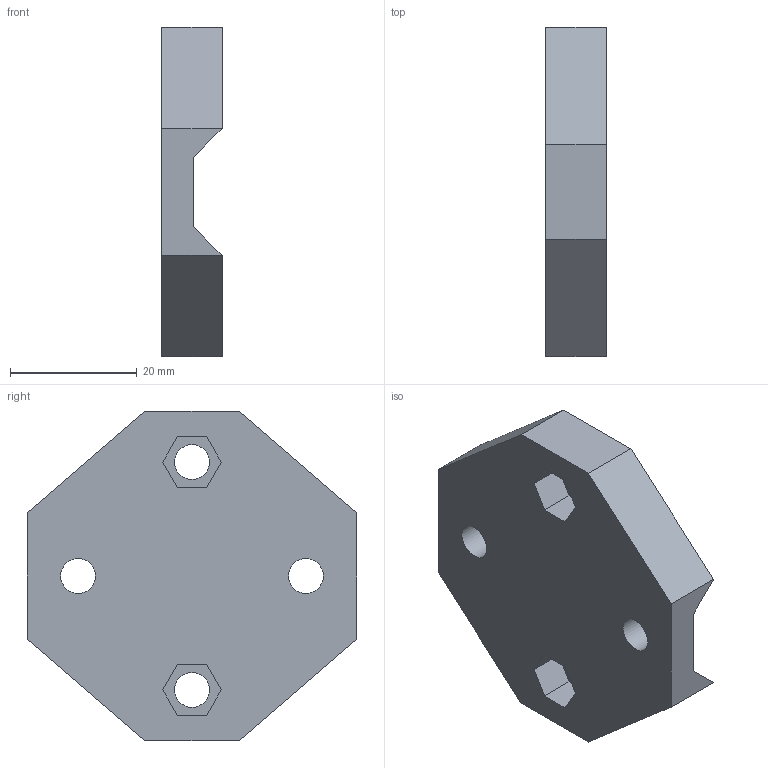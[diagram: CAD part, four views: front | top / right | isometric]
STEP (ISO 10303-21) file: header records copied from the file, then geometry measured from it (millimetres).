
FILE_DESCRIPTION(/* description */ (''),/* implementation_level */ '2;1');
FILE_NAME(/* name */ 'Bed Idler Buddy.step',/* time_stamp */ '2018-11-09T11:04:05+01:00',/* author */ (''),/* organization */ (''),/* preprocessor_version */ 'ST-DEVELOPER v17.2',/* originating_system */ 'Autodesk Translation Framework v7.6.0.251',/* authorisation */ '');
FILE_SCHEMA (('AUTOMOTIVE_DESIGN { 1 0 10303 214 3 1 1 }'));
Length unit declared in the file: millimetre
Products named in the file (1): Bed Idler Buddy
Bounding box: 9.5 x 52 x 52 mm (x, y, z)
Volume: 15399.7 mm3; surface area: 6298.6 mm2
Topology: 1 solids, 1 shells, 32 faces, 80 edges, 52 vertices
Faces by surface type: plane 28, cylinder 4
Full cylindrical faces by diameter (mm): 5.5 x4
Entity records: 996 total; most frequent: CARTESIAN_POINT 165, ORIENTED_EDGE 160, DIRECTION 154, EDGE_CURVE 80, LINE 72, VECTOR 72, VERTEX_POINT 52, EDGE_LOOP 42
